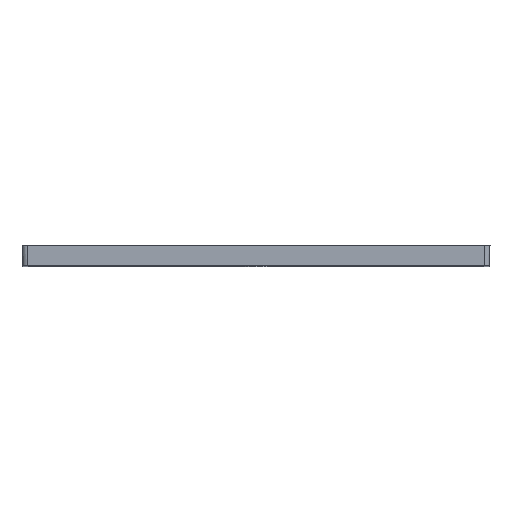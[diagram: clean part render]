
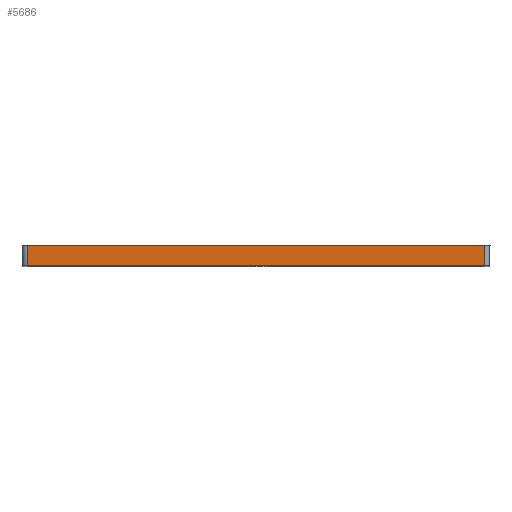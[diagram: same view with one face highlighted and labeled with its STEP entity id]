
A CAD part, top view. The second image highlights one B-rep face of the part: STEP entity #5686.
In plain terms, the highlighted planar face has unit normal (0, -0.035, 0.999).
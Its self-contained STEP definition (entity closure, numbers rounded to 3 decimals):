
#1993=LINE('',#75368,#2729);
#2213=LINE('',#85987,#2949);
#2422=LINE('',#95805,#3158);
#2423=LINE('',#95807,#3159);
#2729=VECTOR('',#26506,1.);
#2949=VECTOR('',#27366,1.);
#3158=VECTOR('',#28801,1.);
#3159=VECTOR('',#28804,1.);
#5686=ADVANCED_FACE('',(#7417),#6566,.T.);
#6566=PLANE('',#24920);
#7417=FACE_OUTER_BOUND('',#9595,.T.);
#9595=EDGE_LOOP('',(#14874,#14875,#14876,#14877));
#14874=ORIENTED_EDGE('',*,*,#21500,.F.);
#14875=ORIENTED_EDGE('',*,*,#20785,.F.);
#14876=ORIENTED_EDGE('',*,*,#21501,.F.);
#14877=ORIENTED_EDGE('',*,*,#19997,.T.);
#17715=VERTEX_POINT('',#75366);
#17717=VERTEX_POINT('',#75369);
#18265=VERTEX_POINT('',#85986);
#18266=VERTEX_POINT('',#85988);
#19997=EDGE_CURVE('',#17717,#17715,#1993,.T.);
#20785=EDGE_CURVE('',#18265,#18266,#2213,.T.);
#21500=EDGE_CURVE('',#18266,#17715,#2422,.T.);
#21501=EDGE_CURVE('',#17717,#18265,#2423,.T.);
#24920=AXIS2_PLACEMENT_3D('',#95808,#28805,#28806);
#26506=DIRECTION('',(1.,0.,0.));
#27366=DIRECTION('',(1.,0.,0.));
#28801=DIRECTION('',(-0.035,-0.999,-0.035));
#28804=DIRECTION('',(-0.035,0.999,0.035));
#28805=DIRECTION('',(0.,-0.035,0.999));
#28806=DIRECTION('',(-1.,0.,0.));
#75366=CARTESIAN_POINT('',(184.714,0.335,-0.271));
#75368=CARTESIAN_POINT('',(2.27,0.335,-0.271));
#75369=CARTESIAN_POINT('',(2.27,0.335,-0.271));
#85986=CARTESIAN_POINT('',(1.991,8.335,0.008));
#85987=CARTESIAN_POINT('',(1.991,8.335,0.008));
#85988=CARTESIAN_POINT('',(184.993,8.335,0.008));
#95805=CARTESIAN_POINT('',(184.993,8.335,0.008));
#95807=CARTESIAN_POINT('',(2.27,0.335,-0.271));
#95808=CARTESIAN_POINT('',(93.492,4.335,-0.132));
